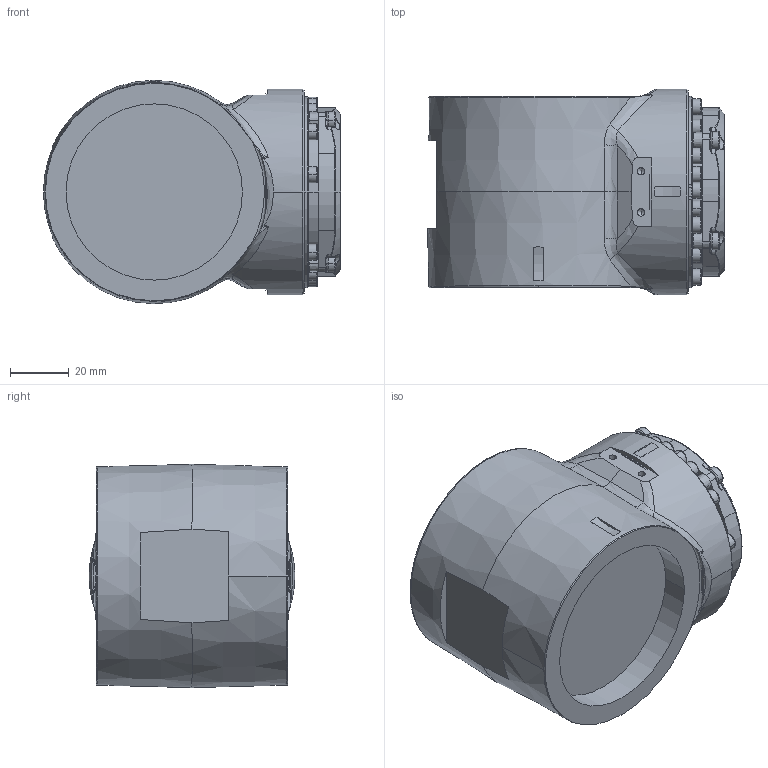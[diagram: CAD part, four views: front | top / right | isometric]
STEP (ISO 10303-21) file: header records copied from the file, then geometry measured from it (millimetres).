
FILE_DESCRIPTION (( 'STEP AP214' ), '1' );
FILE_NAME ('IRB1100_4kg-580-BTM_OmniCore_rev04_Link05_STEP_j.STEP', '2021-11-02T01:06:28', ( '' ), ( '' ), 'SwSTEP 2.0', 'SolidWorks 2018', '' );
FILE_SCHEMA (( 'AUTOMOTIVE_DESIGN' ));
Length unit declared in the file: millimetre
Products named in the file (1): IRB1100_4kg-580-BTM_OmniCore_rev04_Link05_STEP_j
Bounding box: 101.07 x 70 x 76 mm (x, y, z)
Volume: 328887.2 mm3; surface area: 37313.6 mm2
Topology: 1 solids, 5 shells, 615 faces, 1525 edges, 897 vertices
Faces by surface type: plane 264, bspline 110, cylinder 98, cone 77, torus 58, sphere 8
Entity records: 22446 total; most frequent: CARTESIAN_POINT 8543, ORIENTED_EDGE 2970, DIRECTION 2860, EDGE_CURVE 1485, AXIS2_PLACEMENT_3D 1137, VERTEX_POINT 897, EDGE_LOOP 648, CIRCLE 631
